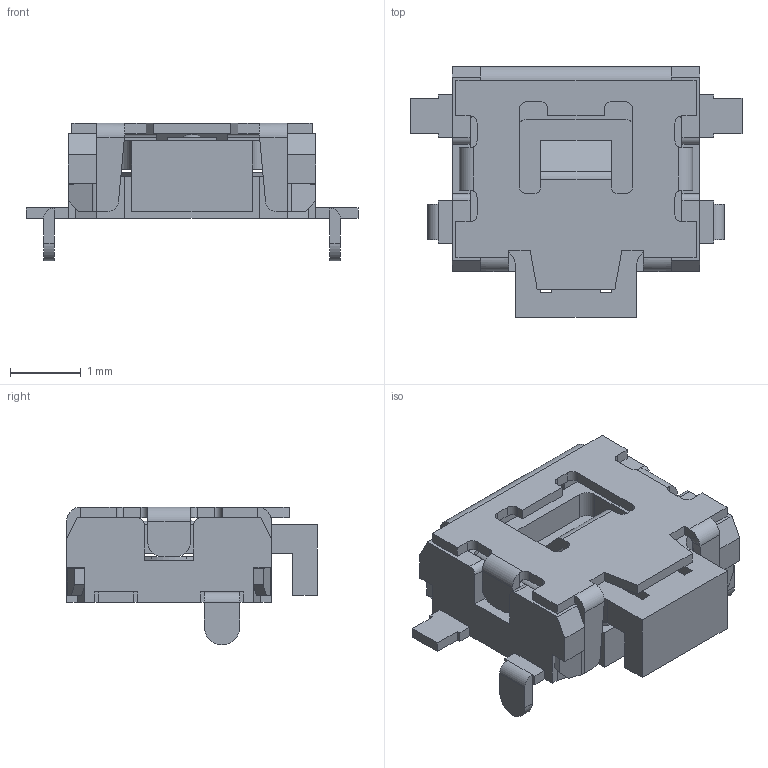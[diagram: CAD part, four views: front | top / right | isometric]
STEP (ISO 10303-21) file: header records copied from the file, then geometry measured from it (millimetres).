
FILE_DESCRIPTION(('FreeCAD Model'),'2;1');
FILE_NAME('WE_434331013822.step','2017-11-03T23:15:19',('Author'),(''), 'Open CASCADE STEP processor 6.8','FreeCAD','Unknown');
FILE_SCHEMA(('AUTOMOTIVE_DESIGN_CC2 { 1 2 10303 214 -1 1 5 4 }'));
Length unit declared in the file: millimetre
Products named in the file (6): ASSEMBLY; Cover; Stem; Contact_plate; washer; Frame
Assembly tree (5 placements, depth 2):
  ASSEMBLY
    Cover
    Stem
    Contact_plate
    washer
    Frame
Bounding box: 4.7 x 3.55 x 1.95 mm (x, y, z)
Volume: 10.4 mm3; surface area: 114.9 mm2
Topology: 5 solids, 5 shells, 339 faces, 938 edges, 612 vertices
Faces by surface type: plane 243, cylinder 86, bspline 6, sphere 3, cone 1
Full cylindrical faces by diameter (mm): 0.6 x1
Entity records: 11097 total; most frequent: CARTESIAN_POINT 2211, ORIENTED_EDGE 1864, DIRECTION 1759, EDGE_CURVE 932, LINE 739, VECTOR 739, VERTEX_POINT 614, AXIS2_PLACEMENT_3D 510
